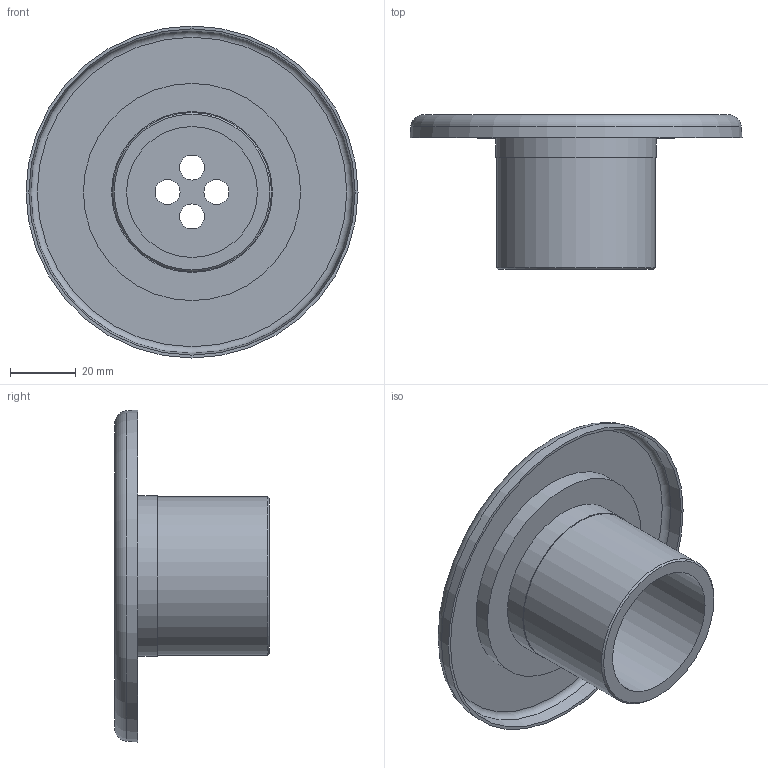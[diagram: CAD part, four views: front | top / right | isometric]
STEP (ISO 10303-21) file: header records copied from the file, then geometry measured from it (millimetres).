
FILE_DESCRIPTION(/* description */ (''),/* implementation_level */ '2;1');
FILE_NAME(/* name */ '53086 Einströmdüse.stp',/* time_stamp */ '2017-09-19T09:37:00+02:00',/* author */ ('guzb562'),/* organization */ (''),/* preprocessor_version */ 'ST-DEVELOPER v16.1',/* originating_system */ 'Autodesk Inventor 2016',/* authorisation */ '');
FILE_SCHEMA (('AUTOMOTIVE_DESIGN { 1 0 10303 214 3 1 1 }'));
Length unit declared in the file: millimetre
Products named in the file (1): 53086 Einströmdüse
Bounding box: 101 x 47 x 101 mm (x, y, z)
Volume: 55375.6 mm3; surface area: 31585.6 mm2
Topology: 1 solids, 1 shells, 228 faces, 590 edges, 392 vertices
Faces by surface type: plane 131, bspline 78, cylinder 12, torus 4, cone 3
Full cylindrical faces by diameter (mm): 7.6 x4, 39.786 x1, 48.4 x1, 48.926 x1, 66.056 x1
Entity records: 9497 total; most frequent: CARTESIAN_POINT 4438, ORIENTED_EDGE 1150, DIRECTION 755, EDGE_CURVE 575, VERTEX_POINT 392, LINE 385, VECTOR 385, EDGE_LOOP 279
